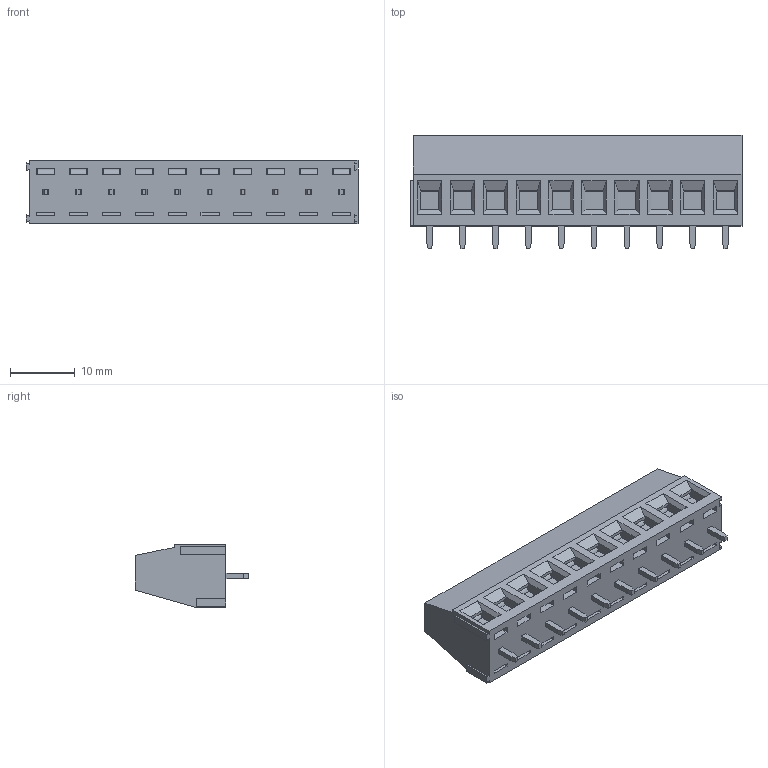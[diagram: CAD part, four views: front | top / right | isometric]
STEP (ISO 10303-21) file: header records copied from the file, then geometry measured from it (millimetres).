
FILE_DESCRIPTION( ('This file contains a STEP AP42 implementation' ,'as created by ZW3D STEP Interface translator.') ,'2;1' );
FILE_NAME( 'EH508-140S10ASM1.stp' ,'231123.1038 0', (''), ('ZWCAD Software Co.'), 'Version 1.0', 'ZW3D to STEP translator', '' );
FILE_SCHEMA(('AUTOMOTIVE_DESIGN { 1 0 10303 214 1 1 1 1 }'));
Length unit declared in the file: millimetre
Products named in the file (2): 0; EH508-140S10ASM1
Bounding box: 51.3 x 17.5 x 9.8 mm (x, y, z)
Volume: 4936 mm3; surface area: 6513.2 mm2
Topology: 1 solids, 11 shells, 1427 faces, 4017 edges, 2622 vertices
Faces by surface type: plane 925, cylinder 314, cone 68, bspline 60, torus 60
Full cylindrical faces by diameter (mm): 3.1 x4, 3.75 x4, 4.1 x8
Entity records: 55370 total; most frequent: CARTESIAN_POINT 17767, ORIENTED_EDGE 8034, DIRECTION 6899, EDGE_CURVE 4017, VECTOR 2971, LINE 2971, VERTEX_POINT 2622, AXIS2_PLACEMENT_3D 1964
